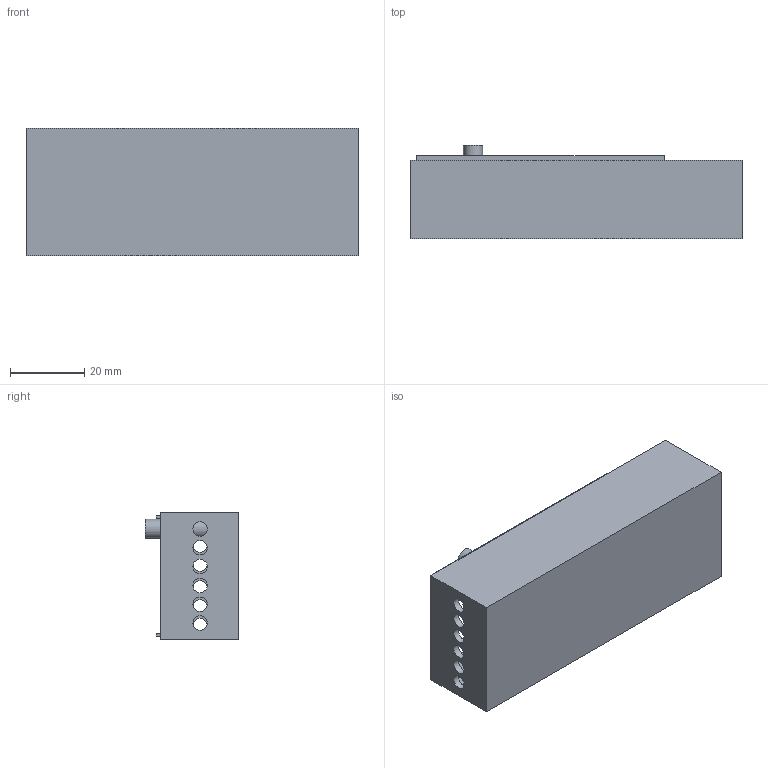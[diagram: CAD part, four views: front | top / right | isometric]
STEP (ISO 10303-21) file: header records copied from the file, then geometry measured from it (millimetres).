
FILE_DESCRIPTION(('FreeCAD Model'),'2;1');
FILE_NAME('HUT 2-C v8.step','2020-12-16T20:59:54',('Author'),(''), 'Open CASCADE STEP processor 7.3','FreeCAD','Unknown');
FILE_SCHEMA(('AUTOMOTIVE_DESIGN { 1 0 10303 214 1 1 1 1 }'));
Length unit declared in the file: millimetre
Products named in the file (1): E4use
Bounding box: 89.6 x 25.3 x 34.4 mm (x, y, z)
Volume: 14625.3 mm3; surface area: 17007.2 mm2
Topology: 35 solids, 35 shells, 243 faces, 1524 edges, 4346 vertices
Faces by surface type: plane 229, cylinder 14
Full cylindrical faces by diameter (mm): 1.336 x1, 3.9 x12, 5.2 x1
Entity records: 19920 total; most frequent: CARTESIAN_POINT 6170, DIRECTION 2096, LINE 1440, VECTOR 1440, GEOMETRIC_CURVE_SET 1017, ORIENTED_EDGE 1016, TRIMMED_CURVE 1016, EDGE_CURVE 508
